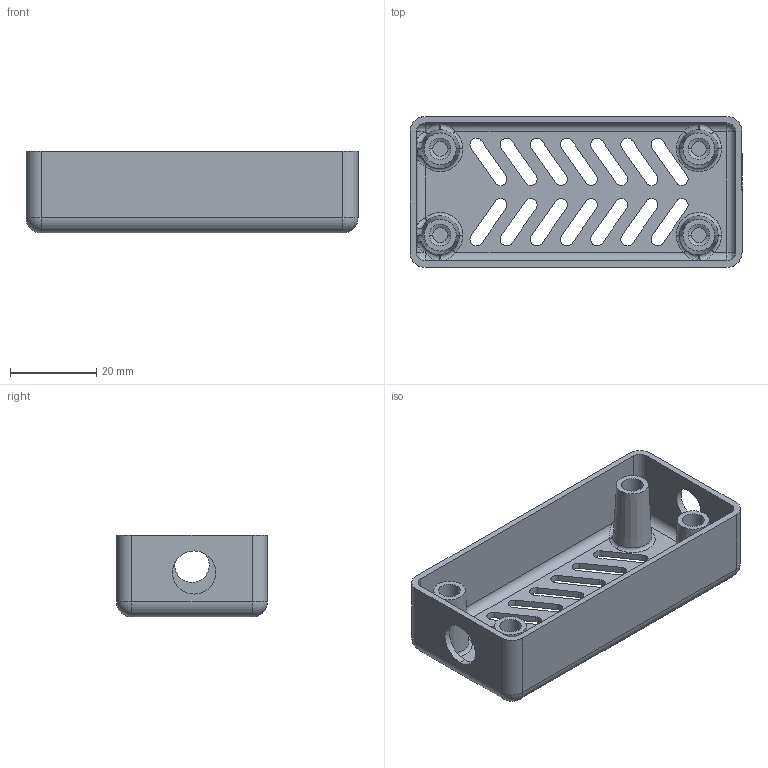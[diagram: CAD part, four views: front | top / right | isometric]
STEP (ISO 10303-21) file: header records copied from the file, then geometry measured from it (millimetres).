
FILE_DESCRIPTION (( 'STEP AP214' ), '1' );
FILE_NAME ('Top_case.STEP', '2025-11-01T15:16:51', ( '' ), ( '' ), 'SwSTEP 2.0', 'SolidWorks 2024', '' );
FILE_SCHEMA (( 'AUTOMOTIVE_DESIGN' ));
Length unit declared in the file: millimetre
Products named in the file (1): Top_case
Bounding box: 77 x 35 x 19 mm (x, y, z)
Volume: 11097 mm3; surface area: 13936.5 mm2
Topology: 1 solids, 1 shells, 193 faces, 502 edges, 308 vertices
Faces by surface type: cylinder 84, plane 49, bspline 24, cone 16, torus 12, sphere 8
Entity records: 12295 total; most frequent: CARTESIAN_POINT 7586, ORIENTED_EDGE 988, DIRECTION 974, EDGE_CURVE 494, AXIS2_PLACEMENT_3D 380, VERTEX_POINT 308, EDGE_LOOP 230, LINE 214
